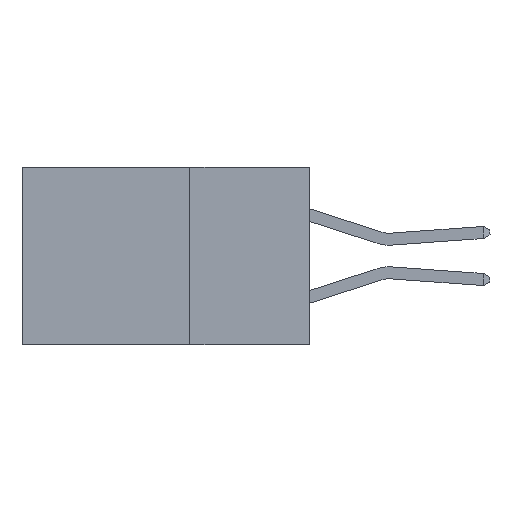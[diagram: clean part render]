
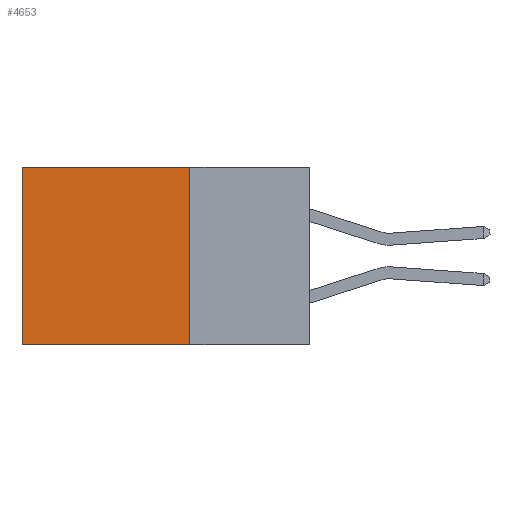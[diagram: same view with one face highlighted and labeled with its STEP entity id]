
A CAD part, left-side view. The second image highlights one B-rep face of the part: STEP entity #4653.
In plain terms, the highlighted planar face has unit normal (-1, 0, 0).
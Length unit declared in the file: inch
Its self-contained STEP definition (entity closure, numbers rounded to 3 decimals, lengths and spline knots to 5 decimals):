
#308 = CARTESIAN_POINT ( 'NONE',  ( 0.298, 0.25, 0. ) ) ;
#468 = EDGE_CURVE ( 'NONE', #9591, #2627, #9970, .T. ) ;
#602 = CARTESIAN_POINT ( 'NONE',  ( 0.298, 0.6, 0. ) ) ;
#609 = CARTESIAN_POINT ( 'NONE',  ( 0.298, 0.25, -0.37 ) ) ;
#1264 = CARTESIAN_POINT ( 'NONE',  ( 0.298, 0.25, 0. ) ) ;
#1386 = FACE_OUTER_BOUND ( 'NONE', #3980, .T. ) ;
#1434 = CARTESIAN_POINT ( 'NONE',  ( 0.298, 0.6, -0.37 ) ) ;
#1956 = VECTOR ( 'NONE', #7703, 39.37008 ) ;
#2258 = LINE ( 'NONE', #609, #1956 ) ;
#2501 = CARTESIAN_POINT ( 'NONE',  ( 0.298, 0.25, 0. ) ) ;
#2627 = VERTEX_POINT ( 'NONE', #1434 ) ;
#2919 = LINE ( 'NONE', #2501, #3887 ) ;
#3887 = VECTOR ( 'NONE', #11332, 39.37008 ) ;
#3980 = EDGE_LOOP ( 'NONE', ( #10417, #10430, #10475, #10530 ) ) ;
#4479 = AXIS2_PLACEMENT_3D ( 'NONE', #4932, #6952, #6970 ) ;
#4653 = ADVANCED_FACE ( 'NONE', ( #1386 ), #8415, .F. ) ;
#4932 = CARTESIAN_POINT ( 'NONE',  ( 0.298, 0.25, 0. ) ) ;
#5733 = VECTOR ( 'NONE', #8391, 39.37008 ) ;
#6081 = VERTEX_POINT ( 'NONE', #12218 ) ;
#6952 = DIRECTION ( 'NONE',  ( 1., 0., 0. ) ) ;
#6970 = DIRECTION ( 'NONE',  ( 0., 0., -1. ) ) ;
#7124 = CARTESIAN_POINT ( 'NONE',  ( 0.298, 0.6, 0. ) ) ;
#7465 = VECTOR ( 'NONE', #12645, 39.37008 ) ;
#7703 = DIRECTION ( 'NONE',  ( 0., 1., 0. ) ) ;
#8391 = DIRECTION ( 'NONE',  ( 0., 0., -1. ) ) ;
#8415 = PLANE ( 'NONE',  #4479 ) ;
#9118 = EDGE_CURVE ( 'NONE', #12442, #6081, #11114, .T. ) ;
#9591 = VERTEX_POINT ( 'NONE', #7124 ) ;
#9970 = LINE ( 'NONE', #602, #7465 ) ;
#10417 = ORIENTED_EDGE ( 'NONE', *, *, #468, .T. ) ;
#10430 = ORIENTED_EDGE ( 'NONE', *, *, #12045, .F. ) ;
#10475 = ORIENTED_EDGE ( 'NONE', *, *, #9118, .F. ) ;
#10530 = ORIENTED_EDGE ( 'NONE', *, *, #11956, .T. ) ;
#11114 = LINE ( 'NONE', #1264, #5733 ) ;
#11332 = DIRECTION ( 'NONE',  ( 0., 1., 0. ) ) ;
#11956 = EDGE_CURVE ( 'NONE', #12442, #9591, #2919, .T. ) ;
#12045 = EDGE_CURVE ( 'NONE', #6081, #2627, #2258, .T. ) ;
#12218 = CARTESIAN_POINT ( 'NONE',  ( 0.298, 0.25, -0.37 ) ) ;
#12442 = VERTEX_POINT ( 'NONE', #308 ) ;
#12645 = DIRECTION ( 'NONE',  ( 0., 0., -1. ) ) ;
